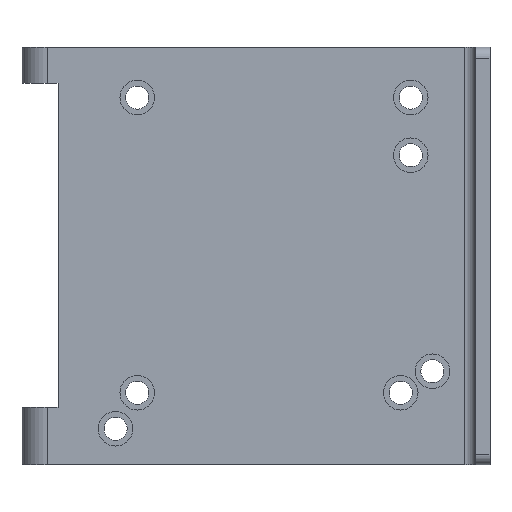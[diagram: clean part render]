
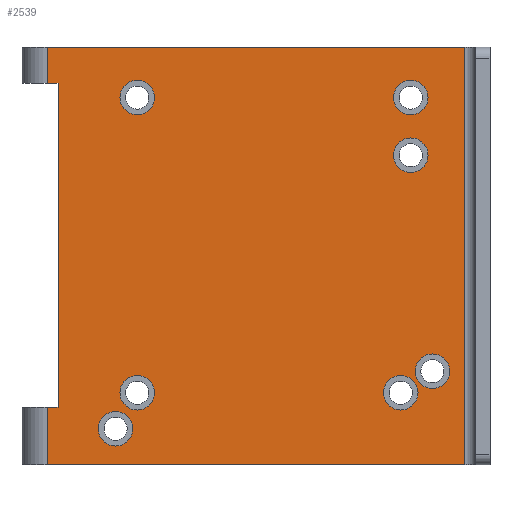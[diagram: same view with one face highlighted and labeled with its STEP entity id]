
A CAD part, front view. The second image highlights one B-rep face of the part: STEP entity #2539.
In plain terms, the highlighted planar face has unit normal (0, -1, 0).
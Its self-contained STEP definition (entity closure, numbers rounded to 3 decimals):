
#141=CARTESIAN_POINT('',(22.8,-3.35,16.0));
#142=VERTEX_POINT('',#141);
#151=CARTESIAN_POINT('',(18.,-3.35,16.0));
#152=VERTEX_POINT('',#151);
#153=CARTESIAN_POINT('',(20.4,-3.35,16.0));
#154=DIRECTION('',(0.0,1.0,0.0));
#155=DIRECTION('',(1.0,0.0,0.0));
#156=AXIS2_PLACEMENT_3D('',#153,#154,#155);
#157=CIRCLE('',#156,2.4);
#158=EDGE_CURVE('',#152,#142,#157,.T.);
#183=CARTESIAN_POINT('',(-15.2,-3.35,-25.0));
#184=VERTEX_POINT('',#183);
#193=CARTESIAN_POINT('',(-20.,-3.35,-25.0));
#194=VERTEX_POINT('',#193);
#195=CARTESIAN_POINT('',(-17.6,-3.35,-25.0));
#196=DIRECTION('',(0.0,1.0,0.0));
#197=DIRECTION('',(1.0,0.0,0.0));
#198=AXIS2_PLACEMENT_3D('',#195,#196,#197);
#199=CIRCLE('',#198,2.4);
#200=EDGE_CURVE('',#194,#184,#199,.T.);
#309=CARTESIAN_POINT('',(22.8,-3.35,8.0));
#310=VERTEX_POINT('',#309);
#319=CARTESIAN_POINT('',(18.,-3.35,8.0));
#320=VERTEX_POINT('',#319);
#321=CARTESIAN_POINT('',(20.4,-3.35,8.0));
#322=DIRECTION('',(0.0,1.0,0.0));
#323=DIRECTION('',(1.0,0.0,0.0));
#324=AXIS2_PLACEMENT_3D('',#321,#322,#323);
#325=CIRCLE('',#324,2.4);
#326=EDGE_CURVE('',#320,#310,#325,.T.);
#351=CARTESIAN_POINT('',(-18.2,-3.35,-30.0));
#352=VERTEX_POINT('',#351);
#361=CARTESIAN_POINT('',(-23.,-3.35,-30.0));
#362=VERTEX_POINT('',#361);
#363=CARTESIAN_POINT('',(-20.6,-3.35,-30.0));
#364=DIRECTION('',(0.0,1.0,0.0));
#365=DIRECTION('',(1.0,0.0,0.0));
#366=AXIS2_PLACEMENT_3D('',#363,#364,#365);
#367=CIRCLE('',#366,2.4);
#368=EDGE_CURVE('',#362,#352,#367,.T.);
#477=CARTESIAN_POINT('',(-15.2,-3.35,16.));
#478=VERTEX_POINT('',#477);
#487=CARTESIAN_POINT('',(-20.,-3.35,16.));
#488=VERTEX_POINT('',#487);
#489=CARTESIAN_POINT('',(-17.6,-3.35,16.));
#490=DIRECTION('',(0.0,1.0,0.0));
#491=DIRECTION('',(1.0,0.0,0.0));
#492=AXIS2_PLACEMENT_3D('',#489,#490,#491);
#493=CIRCLE('',#492,2.4);
#494=EDGE_CURVE('',#488,#478,#493,.T.);
#519=CARTESIAN_POINT('',(25.8,-3.35,-22.0));
#520=VERTEX_POINT('',#519);
#529=CARTESIAN_POINT('',(21.,-3.35,-22.0));
#530=VERTEX_POINT('',#529);
#531=CARTESIAN_POINT('',(23.4,-3.35,-22.0));
#532=DIRECTION('',(0.0,1.0,0.0));
#533=DIRECTION('',(1.0,0.0,0.0));
#534=AXIS2_PLACEMENT_3D('',#531,#532,#533);
#535=CIRCLE('',#534,2.4);
#536=EDGE_CURVE('',#530,#520,#535,.T.);
#645=CARTESIAN_POINT('',(21.4,-3.35,-25.0));
#646=VERTEX_POINT('',#645);
#655=CARTESIAN_POINT('',(16.6,-3.35,-25.0));
#656=VERTEX_POINT('',#655);
#657=CARTESIAN_POINT('',(19.,-3.35,-25.0));
#658=DIRECTION('',(0.0,1.0,0.0));
#659=DIRECTION('',(1.0,0.0,0.0));
#660=AXIS2_PLACEMENT_3D('',#657,#658,#659);
#661=CIRCLE('',#660,2.4);
#662=EDGE_CURVE('',#656,#646,#661,.T.);
#894=CARTESIAN_POINT('',(19.,-3.35,-25.0));
#895=DIRECTION('',(0.0,1.0,0.0));
#896=DIRECTION('',(1.0,0.0,0.0));
#897=AXIS2_PLACEMENT_3D('',#894,#895,#896);
#898=CIRCLE('',#897,2.4);
#899=EDGE_CURVE('',#646,#656,#898,.T.);
#966=CARTESIAN_POINT('',(23.4,-3.35,-22.0));
#967=DIRECTION('',(0.0,1.0,0.0));
#968=DIRECTION('',(1.0,0.0,0.0));
#969=AXIS2_PLACEMENT_3D('',#966,#967,#968);
#970=CIRCLE('',#969,2.4);
#971=EDGE_CURVE('',#520,#530,#970,.T.);
#990=CARTESIAN_POINT('',(-17.6,-3.35,16.));
#991=DIRECTION('',(0.0,1.0,0.0));
#992=DIRECTION('',(1.0,0.0,0.0));
#993=AXIS2_PLACEMENT_3D('',#990,#991,#992);
#994=CIRCLE('',#993,2.4);
#995=EDGE_CURVE('',#478,#488,#994,.T.);
#1062=CARTESIAN_POINT('',(-20.6,-3.35,-30.0));
#1063=DIRECTION('',(0.0,1.0,0.0));
#1064=DIRECTION('',(1.0,0.0,0.0));
#1065=AXIS2_PLACEMENT_3D('',#1062,#1063,#1064);
#1066=CIRCLE('',#1065,2.4);
#1067=EDGE_CURVE('',#352,#362,#1066,.T.);
#1086=CARTESIAN_POINT('',(20.4,-3.35,8.0));
#1087=DIRECTION('',(0.0,1.0,0.0));
#1088=DIRECTION('',(1.0,0.0,0.0));
#1089=AXIS2_PLACEMENT_3D('',#1086,#1087,#1088);
#1090=CIRCLE('',#1089,2.4);
#1091=EDGE_CURVE('',#310,#320,#1090,.T.);
#1101=CARTESIAN_POINT('',(-30.1,-3.35,-27.0));
#1102=VERTEX_POINT('',#1101);
#1112=CARTESIAN_POINT('',(-28.6,-3.35,-27.0));
#1113=VERTEX_POINT('',#1112);
#1114=CARTESIAN_POINT('',(-28.6,-3.35,-27.0));
#1115=DIRECTION('',(-1.0,0.0,0.0));
#1116=VECTOR('',#1115,1.5);
#1117=LINE('',#1114,#1116);
#1118=EDGE_CURVE('',#1113,#1102,#1117,.T.);
#1242=CARTESIAN_POINT('',(-30.1,-3.35,18.0));
#1243=VERTEX_POINT('',#1242);
#1317=CARTESIAN_POINT('',(-28.6,-3.35,18.0));
#1318=VERTEX_POINT('',#1317);
#1325=CARTESIAN_POINT('',(-30.1,-3.35,18.0));
#1326=DIRECTION('',(1.0,0.0,0.0));
#1327=VECTOR('',#1326,1.5);
#1328=LINE('',#1325,#1327);
#1329=EDGE_CURVE('',#1243,#1318,#1328,.T.);
#1346=CARTESIAN_POINT('',(-28.6,-3.35,18.0));
#1347=DIRECTION('',(0.0,0.0,-1.0));
#1348=VECTOR('',#1347,45.0);
#1349=LINE('',#1346,#1348);
#1350=EDGE_CURVE('',#1318,#1113,#1349,.T.);
#1362=CARTESIAN_POINT('',(-30.1,-3.35,23.0));
#1363=VERTEX_POINT('',#1362);
#1364=CARTESIAN_POINT('',(-30.1,-3.35,18.0));
#1365=DIRECTION('',(0.0,0.0,1.0));
#1366=VECTOR('',#1365,5.0);
#1367=LINE('',#1364,#1366);
#1368=EDGE_CURVE('',#1243,#1363,#1367,.T.);
#1402=CARTESIAN_POINT('',(-30.1,-3.35,-35.0));
#1403=VERTEX_POINT('',#1402);
#1411=CARTESIAN_POINT('',(-30.1,-3.35,-35.0));
#1412=DIRECTION('',(0.0,0.0,1.0));
#1413=VECTOR('',#1412,8.0);
#1414=LINE('',#1411,#1413);
#1415=EDGE_CURVE('',#1403,#1102,#1414,.T.);
#1886=CARTESIAN_POINT('',(-17.6,-3.35,-25.0));
#1887=DIRECTION('',(0.0,1.0,0.0));
#1888=DIRECTION('',(1.0,0.0,0.0));
#1889=AXIS2_PLACEMENT_3D('',#1886,#1887,#1888);
#1890=CIRCLE('',#1889,2.4);
#1891=EDGE_CURVE('',#184,#194,#1890,.T.);
#1910=CARTESIAN_POINT('',(20.4,-3.35,16.0));
#1911=DIRECTION('',(0.0,1.0,0.0));
#1912=DIRECTION('',(1.0,0.0,0.0));
#1913=AXIS2_PLACEMENT_3D('',#1910,#1911,#1912);
#1914=CIRCLE('',#1913,2.4);
#1915=EDGE_CURVE('',#142,#152,#1914,.T.);
#2174=CARTESIAN_POINT('',(27.9,-3.35,-35.0));
#2175=VERTEX_POINT('',#2174);
#2183=CARTESIAN_POINT('',(-30.1,-3.35,-35.0));
#2184=DIRECTION('',(1.0,0.0,0.0));
#2185=VECTOR('',#2184,58.0);
#2186=LINE('',#2183,#2185);
#2187=EDGE_CURVE('',#1403,#2175,#2186,.T.);
#2246=CARTESIAN_POINT('',(27.9,-3.35,23.0));
#2247=VERTEX_POINT('',#2246);
#2248=CARTESIAN_POINT('',(27.9,-3.35,23.0));
#2249=DIRECTION('',(-1.0,0.0,0.0));
#2250=VECTOR('',#2249,58.0);
#2251=LINE('',#2248,#2250);
#2252=EDGE_CURVE('',#2247,#1363,#2251,.T.);
#2475=CARTESIAN_POINT('',(27.9,-3.35,23.0));
#2476=DIRECTION('',(0.0,0.0,-1.0));
#2477=VECTOR('',#2476,58.0);
#2478=LINE('',#2475,#2477);
#2479=EDGE_CURVE('',#2247,#2175,#2478,.T.);
#2496=CARTESIAN_POINT('',(29.4,-3.35,-35.0));
#2497=DIRECTION('',(0.0,-1.0,0.0));
#2498=DIRECTION('',(0.0,0.0,-1.0));
#2499=AXIS2_PLACEMENT_3D('',#2496,#2497,#2498);
#2500=PLANE('',#2499);
#2501=ORIENTED_EDGE('',*,*,#1118,.T.);
#2502=ORIENTED_EDGE('',*,*,#1415,.F.);
#2503=ORIENTED_EDGE('',*,*,#2187,.T.);
#2504=ORIENTED_EDGE('',*,*,#2479,.F.);
#2505=ORIENTED_EDGE('',*,*,#2252,.T.);
#2506=ORIENTED_EDGE('',*,*,#1368,.F.);
#2507=ORIENTED_EDGE('',*,*,#1329,.T.);
#2508=ORIENTED_EDGE('',*,*,#1350,.T.);
#2509=EDGE_LOOP('',(#2501,#2502,#2503,#2504,#2505,#2506,#2507,#2508));
#2510=FACE_OUTER_BOUND('',#2509,.T.);
#2511=ORIENTED_EDGE('',*,*,#899,.T.);
#2512=ORIENTED_EDGE('',*,*,#662,.T.);
#2513=EDGE_LOOP('',(#2511,#2512));
#2514=FACE_BOUND('',#2513,.T.);
#2515=ORIENTED_EDGE('',*,*,#971,.T.);
#2516=ORIENTED_EDGE('',*,*,#536,.T.);
#2517=EDGE_LOOP('',(#2515,#2516));
#2518=FACE_BOUND('',#2517,.T.);
#2519=ORIENTED_EDGE('',*,*,#995,.T.);
#2520=ORIENTED_EDGE('',*,*,#494,.T.);
#2521=EDGE_LOOP('',(#2519,#2520));
#2522=FACE_BOUND('',#2521,.T.);
#2523=ORIENTED_EDGE('',*,*,#1067,.T.);
#2524=ORIENTED_EDGE('',*,*,#368,.T.);
#2525=EDGE_LOOP('',(#2523,#2524));
#2526=FACE_BOUND('',#2525,.T.);
#2527=ORIENTED_EDGE('',*,*,#1091,.T.);
#2528=ORIENTED_EDGE('',*,*,#326,.T.);
#2529=EDGE_LOOP('',(#2527,#2528));
#2530=FACE_BOUND('',#2529,.T.);
#2531=ORIENTED_EDGE('',*,*,#1891,.T.);
#2532=ORIENTED_EDGE('',*,*,#200,.T.);
#2533=EDGE_LOOP('',(#2531,#2532));
#2534=FACE_BOUND('',#2533,.T.);
#2535=ORIENTED_EDGE('',*,*,#1915,.T.);
#2536=ORIENTED_EDGE('',*,*,#158,.T.);
#2537=EDGE_LOOP('',(#2535,#2536));
#2538=FACE_BOUND('',#2537,.T.);
#2539=ADVANCED_FACE('',(#2510,#2514,#2518,#2522,#2526,#2530,#2534,#2538),#2500,.T.);
